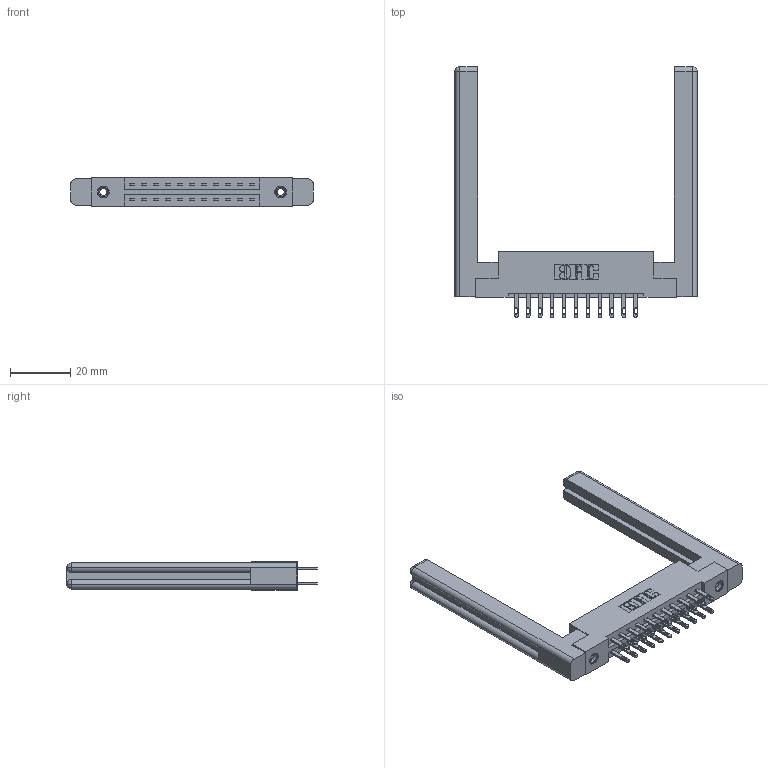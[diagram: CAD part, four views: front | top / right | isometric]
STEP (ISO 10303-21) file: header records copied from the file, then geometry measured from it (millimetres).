
FILE_DESCRIPTION (( 'STEP AP203' ), '1' );
FILE_NAME ('337-022-500-258.STEP', '2019-10-08T14:29:27', ( '' ), ( '' ), 'SwSTEP 2.0', 'SolidWorks 2016', '' );
FILE_SCHEMA (( 'CONFIG_CONTROL_DESIGN' ));
Length unit declared in the file: inch
Products named in the file (5): 307-220-058; 337-022-500-258; 345-250-001_345-250-001-102; 345-292-001_345-293-100; 337 Part_Flush Mounting Lugs - 0.156 Dia-TI
Assembly tree (27 placements, depth 2):
  337-022-500-258
    337 Part_Flush Mounting Lugs - 0.156 Dia-TI
    345-292-001_345-293-100  x22
    345-250-001_345-250-001-102  x2
    307-220-058  x2
Bounding box: 80.21 x 82.94 x 9.4 mm (x, y, z)
Volume: 15250.4 mm3; surface area: 14155.9 mm2
Topology: 27 solids, 27 shells, 1356 faces, 4031 edges, 2674 vertices
Faces by surface type: plane 858, cylinder 474, cone 12, torus 12
Entity records: 15102 total; most frequent: CARTESIAN_POINT 2577, ORIENTED_EDGE 2452, DIRECTION 2266, EDGE_CURVE 1226, LINE 1046, VECTOR 1046, VERTEX_POINT 810, AXIS2_PLACEMENT_3D 610
